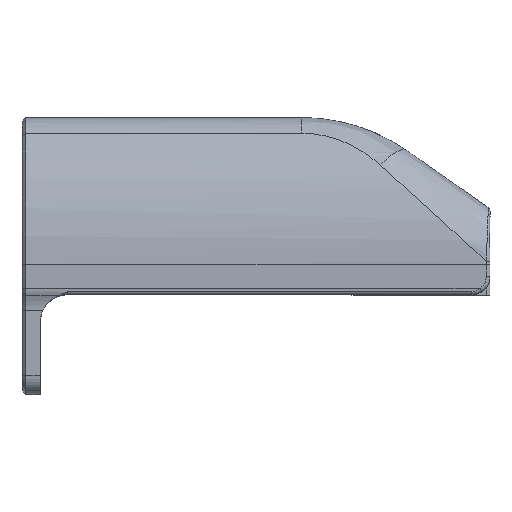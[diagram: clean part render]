
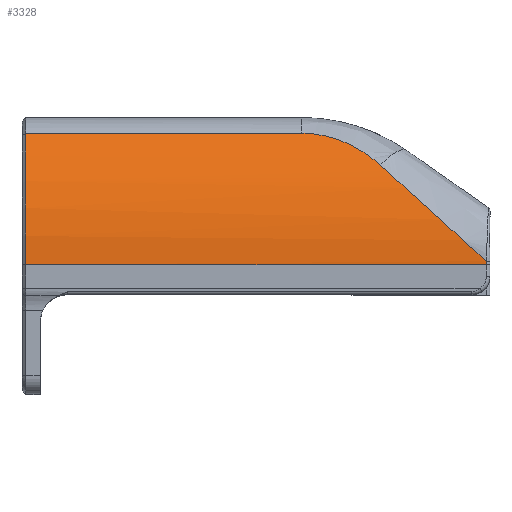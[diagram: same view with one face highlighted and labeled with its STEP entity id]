
A CAD part, top view. The second image highlights one B-rep face of the part: STEP entity #3328.
In plain terms, the highlighted cylindrical face has radius 22 mm (diameter 44 mm), a partial arc.
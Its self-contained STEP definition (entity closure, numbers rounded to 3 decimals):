
#138=CYLINDRICAL_SURFACE('',#3642,22.);
#211=B_SPLINE_CURVE_WITH_KNOTS('',3,(#6227,#6228,#6229,#6230,#6231,#6232,
#6233,#6234,#6235,#6236,#6237,#6238,#6239,#6240,#6241,#6242,#6243,#6244,
#6245,#6246,#6247,#6248,#6249,#6250,#6251,#6252),.UNSPECIFIED.,.F.,.F.,
(4,2,2,2,2,2,2,2,2,2,2,2,4),(0.,0.071,0.144,0.218,
0.296,0.381,0.471,0.571,
0.679,0.776,0.869,0.956,
1.),.UNSPECIFIED.);
#393=FACE_OUTER_BOUND('',#592,.T.);
#592=EDGE_LOOP('',(#2747,#2748,#2749,#2750,#2751,#2752,#2753));
#722=CIRCLE('',#3523,22.);
#770=CIRCLE('',#3643,22.);
#969=LINE('',#6204,#1182);
#974=LINE('',#6253,#1187);
#1182=VECTOR('',#4381,1000.);
#1187=VECTOR('',#4396,22.);
#1247=ELLIPSE('',#3644,28.366,16.683);
#1248=ELLIPSE('',#3645,30.743,18.001);
#1426=VERTEX_POINT('',#5524);
#1427=VERTEX_POINT('',#5528);
#1511=VERTEX_POINT('',#6202);
#1516=VERTEX_POINT('',#6220);
#1517=VERTEX_POINT('',#6222);
#1518=VERTEX_POINT('',#6224);
#1519=VERTEX_POINT('',#6226);
#1793=EDGE_CURVE('',#1427,#1426,#722,.T.);
#1952=EDGE_CURVE('',#1427,#1511,#969,.T.);
#1958=EDGE_CURVE('',#1516,#1511,#770,.T.);
#1959=EDGE_CURVE('',#1517,#1516,#1247,.T.);
#1960=EDGE_CURVE('',#1518,#1517,#1248,.T.);
#1961=EDGE_CURVE('',#1519,#1518,#211,.T.);
#1962=EDGE_CURVE('',#1426,#1519,#974,.T.);
#2747=ORIENTED_EDGE('',*,*,#1793,.F.);
#2748=ORIENTED_EDGE('',*,*,#1952,.T.);
#2749=ORIENTED_EDGE('',*,*,#1958,.F.);
#2750=ORIENTED_EDGE('',*,*,#1959,.F.);
#2751=ORIENTED_EDGE('',*,*,#1960,.F.);
#2752=ORIENTED_EDGE('',*,*,#1961,.F.);
#2753=ORIENTED_EDGE('',*,*,#1962,.F.);
#3328=ADVANCED_FACE('',(#393),#138,.T.);
#3523=AXIS2_PLACEMENT_3D('',#5530,#4060,#4061);
#3642=AXIS2_PLACEMENT_3D('',#6219,#4388,#4389);
#3643=AXIS2_PLACEMENT_3D('',#6221,#4390,#4391);
#3644=AXIS2_PLACEMENT_3D('',#6223,#4392,#4393);
#3645=AXIS2_PLACEMENT_3D('',#6225,#4394,#4395);
#4060=DIRECTION('center_axis',(-1.,0.,0.));
#4061=DIRECTION('ref_axis',(0.,0.383,0.924));
#4381=DIRECTION('',(1.,0.,0.));
#4388=DIRECTION('center_axis',(1.,0.,0.));
#4389=DIRECTION('ref_axis',(0.,0.383,0.924));
#4390=DIRECTION('center_axis',(1.,0.,0.));
#4391=DIRECTION('ref_axis',(0.,0.,
1.));
#4392=DIRECTION('center_axis',(0.671,0.741,0.));
#4393=DIRECTION('ref_axis',(0.739,-0.67,0.069));
#4394=DIRECTION('center_axis',(0.671,0.741,0.));
#4395=DIRECTION('ref_axis',(0.741,-0.671,0.012));
#4396=DIRECTION('',(1.,0.,0.));
#5524=CARTESIAN_POINT('',(-47.8,138.769,143.501));
#5528=CARTESIAN_POINT('',(-47.8,124.388,148.852));
#5530=CARTESIAN_POINT('Origin',(-47.8,124.388,126.852));
#6202=CARTESIAN_POINT('',(2.6,124.388,148.852));
#6204=CARTESIAN_POINT('',(-18.8,124.388,148.852));
#6219=CARTESIAN_POINT('Origin',(-18.8,124.388,126.852));
#6220=CARTESIAN_POINT('',(2.6,124.762,148.849));
#6221=CARTESIAN_POINT('Origin',(2.6,124.388,126.852));
#6222=CARTESIAN_POINT('',(-6.278,132.807,147.176));
#6223=CARTESIAN_POINT('Origin',(1.397,125.852,132.093));
#6224=CARTESIAN_POINT('',(-8.984,135.258,145.978));
#6225=CARTESIAN_POINT('Origin',(3.279,124.147,130.933));
#6226=CARTESIAN_POINT('',(-17.587,138.769,143.501));
#6227=CARTESIAN_POINT('Ctrl Pts',(-17.587,138.769,143.501));
#6228=CARTESIAN_POINT('Ctrl Pts',(-17.364,138.769,143.501));
#6229=CARTESIAN_POINT('Ctrl Pts',(-17.14,138.762,143.506));
#6230=CARTESIAN_POINT('Ctrl Pts',(-16.691,138.735,143.53));
#6231=CARTESIAN_POINT('Ctrl Pts',(-16.467,138.715,143.547));
#6232=CARTESIAN_POINT('Ctrl Pts',(-16.01,138.661,143.593));
#6233=CARTESIAN_POINT('Ctrl Pts',(-15.779,138.626,143.623));
#6234=CARTESIAN_POINT('Ctrl Pts',(-15.307,138.542,143.694));
#6235=CARTESIAN_POINT('Ctrl Pts',(-15.068,138.492,143.736));
#6236=CARTESIAN_POINT('Ctrl Pts',(-14.572,138.372,143.836));
#6237=CARTESIAN_POINT('Ctrl Pts',(-14.316,138.301,143.894));
#6238=CARTESIAN_POINT('Ctrl Pts',(-13.794,138.138,144.025));
#6239=CARTESIAN_POINT('Ctrl Pts',(-13.527,138.045,144.1));
#6240=CARTESIAN_POINT('Ctrl Pts',(-12.969,137.829,144.269));
#6241=CARTESIAN_POINT('Ctrl Pts',(-12.677,137.704,144.365));
#6242=CARTESIAN_POINT('Ctrl Pts',(-12.085,137.422,144.576));
#6243=CARTESIAN_POINT('Ctrl Pts',(-11.785,137.265,144.691));
#6244=CARTESIAN_POINT('Ctrl Pts',(-11.221,136.94,144.92));
#6245=CARTESIAN_POINT('Ctrl Pts',(-10.957,136.776,145.034));
#6246=CARTESIAN_POINT('Ctrl Pts',(-10.451,136.437,145.26));
#6247=CARTESIAN_POINT('Ctrl Pts',(-10.209,136.263,145.372));
#6248=CARTESIAN_POINT('Ctrl Pts',(-9.747,135.911,145.594));
#6249=CARTESIAN_POINT('Ctrl Pts',(-9.528,135.732,145.702));
#6250=CARTESIAN_POINT('Ctrl Pts',(-9.201,135.453,145.867));
#6251=CARTESIAN_POINT('Ctrl Pts',(-9.092,135.356,145.923));
#6252=CARTESIAN_POINT('Ctrl Pts',(-8.984,135.258,145.978));
#6253=CARTESIAN_POINT('',(-18.8,138.769,143.501));
